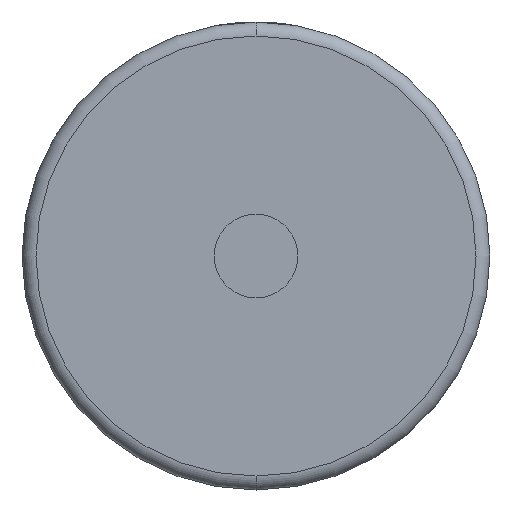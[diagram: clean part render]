
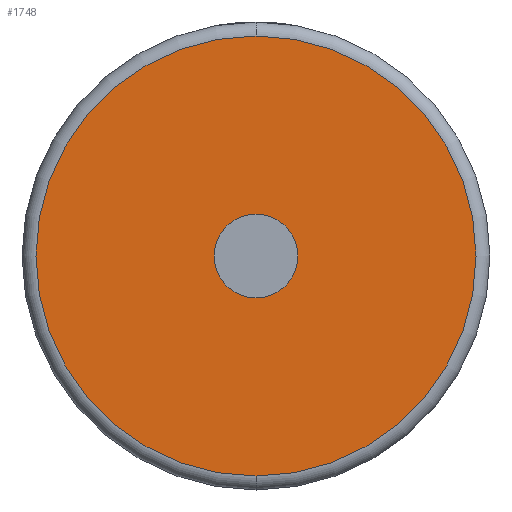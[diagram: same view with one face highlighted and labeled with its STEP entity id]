
A CAD part, front view. The second image highlights one B-rep face of the part: STEP entity #1748.
In plain terms, the highlighted planar face has unit normal (0, -1, 0).
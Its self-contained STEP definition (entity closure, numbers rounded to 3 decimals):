
#68 = CARTESIAN_POINT ( 'NONE',  ( 0., 0., 6. ) ) ;
#107 = CARTESIAN_POINT ( 'NONE',  ( 0., 0., 31.5 ) ) ;
#120 = PLANE ( 'NONE',  #734 ) ;
#278 = FACE_OUTER_BOUND ( 'NONE', #3717, .T. ) ;
#305 = VERTEX_POINT ( 'NONE', #2515 ) ;
#421 = DIRECTION ( 'NONE',  ( 0., -1., 0. ) ) ;
#463 = CARTESIAN_POINT ( 'NONE',  ( 0., 0., 0. ) ) ;
#508 = EDGE_CURVE ( 'NONE', #3107, #2361, #3693, .T. ) ;
#600 = CARTESIAN_POINT ( 'NONE',  ( 0., 0., 0. ) ) ;
#734 = AXIS2_PLACEMENT_3D ( 'NONE', #2138, #985, #3025 ) ;
#985 = DIRECTION ( 'NONE',  ( 0., 1., 0. ) ) ;
#986 = CARTESIAN_POINT ( 'NONE',  ( 0., 0., 0. ) ) ;
#990 = AXIS2_PLACEMENT_3D ( 'NONE', #986, #1527, #2409 ) ;
#1109 = CARTESIAN_POINT ( 'NONE',  ( 0., 0., -31.5 ) ) ;
#1218 = CARTESIAN_POINT ( 'NONE',  ( 0., 0., 0. ) ) ;
#1259 = CIRCLE ( 'NONE', #2771, 6. ) ;
#1329 = EDGE_LOOP ( 'NONE', ( #3587, #3744 ) ) ;
#1458 = DIRECTION ( 'NONE',  ( 0., 0., 1. ) ) ;
#1518 = AXIS2_PLACEMENT_3D ( 'NONE', #600, #1747, #1458 ) ;
#1527 = DIRECTION ( 'NONE',  ( 0., -1., 0. ) ) ;
#1639 = EDGE_CURVE ( 'NONE', #305, #3623, #1259, .T. ) ;
#1747 = DIRECTION ( 'NONE',  ( 0., -1., 0. ) ) ;
#1748 = ADVANCED_FACE ( 'NONE', ( #278, #3459 ), #120, .F. ) ;
#1987 = ORIENTED_EDGE ( 'NONE', *, *, #2925, .T. ) ;
#2058 = CIRCLE ( 'NONE', #1518, 6. ) ;
#2138 = CARTESIAN_POINT ( 'NONE',  ( 0., 0., 0. ) ) ;
#2361 = VERTEX_POINT ( 'NONE', #1109 ) ;
#2409 = DIRECTION ( 'NONE',  ( 0., 0., 1. ) ) ;
#2489 = DIRECTION ( 'NONE',  ( 0., 0., 1. ) ) ;
#2515 = CARTESIAN_POINT ( 'NONE',  ( 0., 0., -6. ) ) ;
#2692 = DIRECTION ( 'NONE',  ( 0., 0., 1. ) ) ;
#2743 = ORIENTED_EDGE ( 'NONE', *, *, #508, .T. ) ;
#2771 = AXIS2_PLACEMENT_3D ( 'NONE', #1218, #3546, #2692 ) ;
#2879 = AXIS2_PLACEMENT_3D ( 'NONE', #463, #421, #2489 ) ;
#2890 = CIRCLE ( 'NONE', #2879, 31.5 ) ;
#2925 = EDGE_CURVE ( 'NONE', #2361, #3107, #2890, .T. ) ;
#2988 = EDGE_CURVE ( 'NONE', #3623, #305, #2058, .T. ) ;
#3025 = DIRECTION ( 'NONE',  ( 0., 0., 1. ) ) ;
#3107 = VERTEX_POINT ( 'NONE', #107 ) ;
#3459 = FACE_BOUND ( 'NONE', #1329, .T. ) ;
#3546 = DIRECTION ( 'NONE',  ( 0., -1., 0. ) ) ;
#3587 = ORIENTED_EDGE ( 'NONE', *, *, #2988, .F. ) ;
#3623 = VERTEX_POINT ( 'NONE', #68 ) ;
#3693 = CIRCLE ( 'NONE', #990, 31.5 ) ;
#3717 = EDGE_LOOP ( 'NONE', ( #2743, #1987 ) ) ;
#3744 = ORIENTED_EDGE ( 'NONE', *, *, #1639, .F. ) ;
